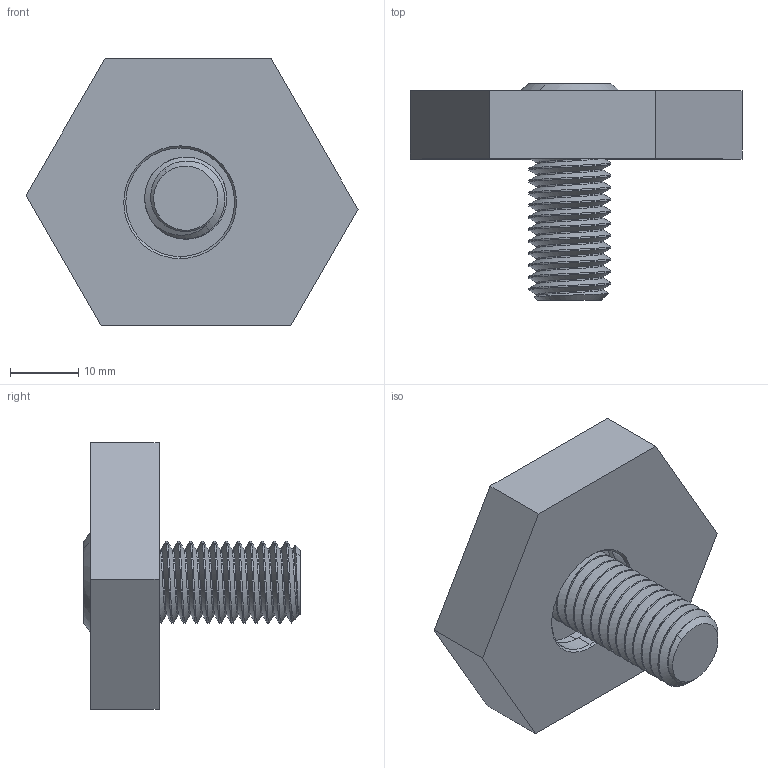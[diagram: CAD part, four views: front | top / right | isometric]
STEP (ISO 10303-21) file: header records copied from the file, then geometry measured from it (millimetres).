
FILE_DESCRIPTION (( 'STEP AP214' ), '1' );
FILE_NAME ('95120.STEP', '2023-07-05T19:56:38', ( '' ), ( '' ), 'SwSTEP 2.0', 'SolidWorks 2021', '' );
FILE_SCHEMA (( 'AUTOMOTIVE_DESIGN' ));
Length unit declared in the file: inch
Products named in the file (3): 50371_50371; 901201_default; 95120
Assembly tree (2 placements, depth 2):
  95120
    901201_default
    50371_50371
Bounding box: 48.5 x 31.6 x 39 mm (x, y, z)
Volume: 15689.3 mm3; surface area: 6730.5 mm2
Topology: 2 solids, 2 shells, 195 faces, 508 edges, 333 vertices
Faces by surface type: plane 73, cylinder 64, bspline 42, cone 14, sphere 2
Entity records: 10371 total; most frequent: CARTESIAN_POINT 6095, ORIENTED_EDGE 1016, DIRECTION 643, EDGE_CURVE 508, VERTEX_POINT 333, LINE 263, VECTOR 263, EDGE_LOOP 213
